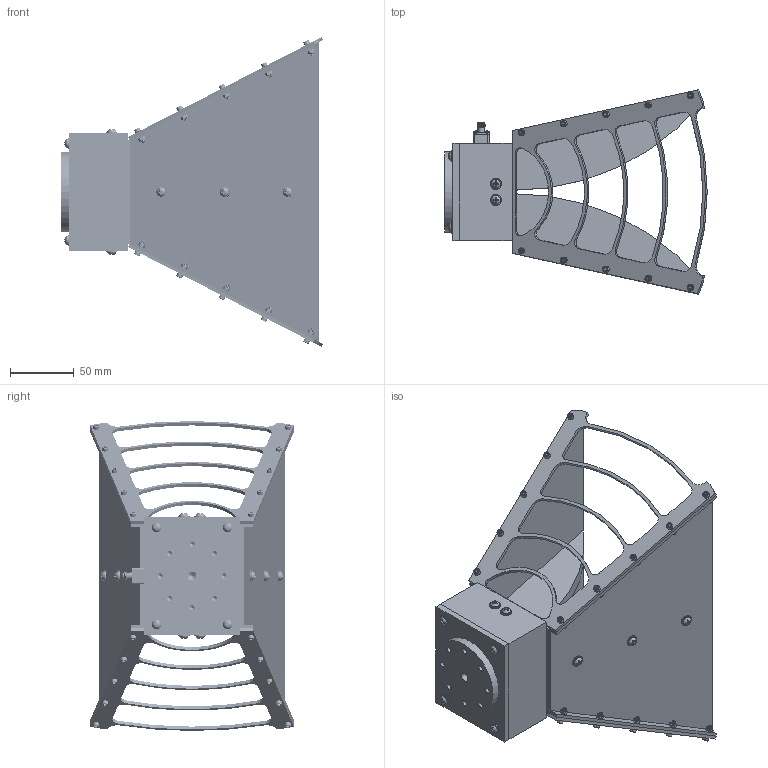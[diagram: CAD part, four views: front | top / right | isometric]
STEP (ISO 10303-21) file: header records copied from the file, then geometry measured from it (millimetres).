
FILE_DESCRIPTION (( 'STEP AP203' ), '1' );
FILE_NAME ('PE9887-11_3D.step', '2022-03-23T19:14:01', ( '' ), ( '' ), 'SwSTEP 2.0', 'SolidWorks 2021', '' );
FILE_SCHEMA (( 'CONFIG_CONTROL_DESIGN' ));
Length unit declared in the file: inch
Products named in the file (1): PE9887-11_3D
Bounding box: 206.25 x 160 x 243.61 mm (x, y, z)
Volume: 519288.3 mm3; surface area: 215203.3 mm2
Topology: 3 solids, 7 shells, 1787 faces, 4215 edges, 2575 vertices
Faces by surface type: plane 795, cone 587, cylinder 239, bspline 123, torus 29, sphere 14
Full cylindrical faces by diameter (mm): 0.914 x1, 1.016 x1, 1.168 x1, 1.27 x1, 2.578 x4, 3.454 x4, 4.2 x8, 4.521 x1, 4.648 x20, 5 x8, 5.334 x2, 7 x1, 7.264 x14, 8 x1, 8.788 x14, 63.5 x1
Entity records: 99710 total; most frequent: CARTESIAN_POINT 62177, ORIENTED_EDGE 7914, DIRECTION 7276, EDGE_CURVE 3957, AXIS2_PLACEMENT_3D 3038, VERTEX_POINT 2505, EDGE_LOOP 2178, FACE_OUTER_BOUND 1916
